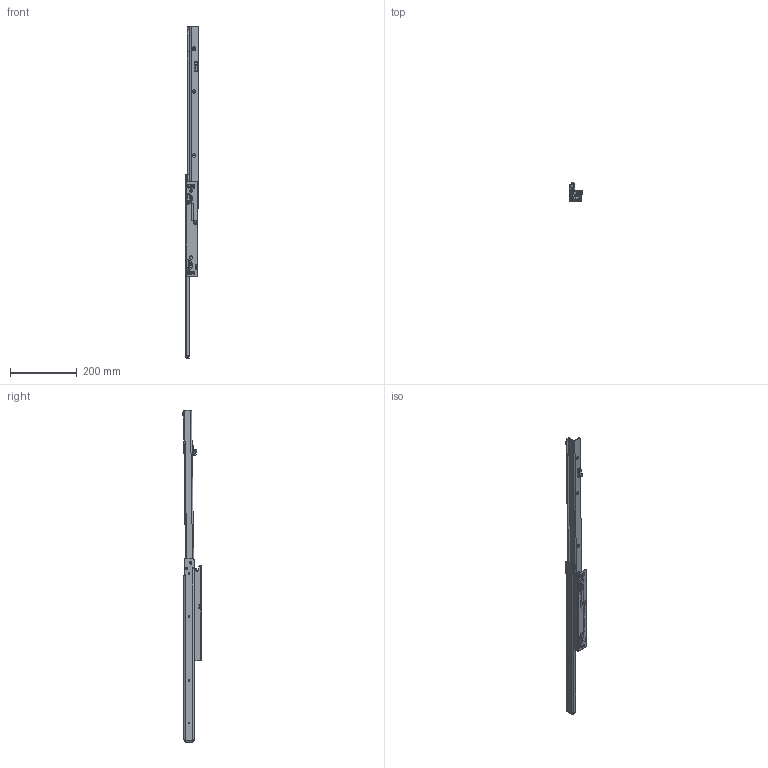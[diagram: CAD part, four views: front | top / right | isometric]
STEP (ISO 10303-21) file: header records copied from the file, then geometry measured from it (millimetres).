
FILE_DESCRIPTION (( 'STEP AP214' ), '1' );
FILE_NAME ('206.550-GA.L529_open.STEP', '2023-04-25T09:56:19', ( '' ), ( '' ), 'SwSTEP 2.0', 'SolidWorks 2020', '' );
FILE_SCHEMA (( 'AUTOMOTIVE_DESIGN' ));
Length unit declared in the file: millimetre
Products named in the file (36): 206.XXX-01.A014_550mm; FUL-063 Kugellager; SM-022 Aufkleber; DZ-031 Bremsmanschette; DZ-031 Lippendichtung; SE-008_kunststoff; 206.550-GA.L529_open; B01-148_vernietet SE-054; N61-220 einfach_vorgespannt ( 64,5mm ge”ffnet ); SE-055; kugel_›   3,175000    (1.8"); FUL-063 Laufring; SM-022_ge”ffnet; 875.01-142; DZ-031 Zylinder; DZ-031_70,5mm von 0-Stellung ausgezogen => eingebaut in der SM; AG-041; U41-003; SE-044tpe; 206.XXX-03.S180_550mm; DZ-031 Kolben montiert_Lippendichtung w„hrend der Ausziehbewegung; DZ-031 Kolbenhinterteil; DZ-031 ø3 kolbenstange; SE-044_standard; FUL-063 Außenring; B01-011_vernietet Senkkopf Mat. 3mm; 206.XXX-03.L529.li_NL 550 Var. 2; DZ-031 Kolbenvorterteil; KR-164; FUL-063_U41-003+B01-011; 206.XXX-01.L529.li_NL 550 Var. 2 ausgefahren; N61-220_vorgespannt ( 64,5mm ge”ffnet ); SE-043; FUL-063 Innenring; SE-044; FUL-063 Käfig
Assembly tree (42 placements, depth 6):
  206.550-GA.L529_open
    206.XXX-01.L529.li_NL 550 Var. 2 ausgefahren
      206.XXX-01.A014_550mm
      FUL-063_U41-003+B01-011
        FUL-063 Kugellager
          FUL-063 Innenring
          FUL-063 Außenring
          FUL-063 Käfig
          kugel_›   3,175000    (1.8")  x7
        FUL-063 Laufring
        B01-011_vernietet Senkkopf Mat. 3mm
        U41-003
      AG-041
      SM-022_ge”ffnet
        SE-043
        DZ-031_70,5mm von 0-Stellung ausgezogen => eingebaut in der SM
          DZ-031 Zylinder
          DZ-031 Kolben montiert_Lippendichtung w„hrend der Ausziehbewegung
            DZ-031 Kolbenvorterteil
            DZ-031 ø3 kolbenstange
            DZ-031 Kolbenhinterteil
            DZ-031 Bremsmanschette
            DZ-031 Lippendichtung
          SE-008_kunststoff
        N61-220_vorgespannt ( 64,5mm ge”ffnet )
          KR-164
          N61-220 einfach_vorgespannt ( 64,5mm ge”ffnet )
        SE-044
          SE-044_standard
          SE-044tpe
        SM-022 Aufkleber
      875.01-142
    206.XXX-03.L529.li_NL 550 Var. 2
      206.XXX-03.S180_550mm
      FUL-063_U41-003+B01-011
        FUL-063 Kugellager
          FUL-063 Innenring
          FUL-063 Außenring
          FUL-063 Käfig
          kugel_›   3,175000    (1.8")  x7
        FUL-063 Laufring
        B01-011_vernietet Senkkopf Mat. 3mm
        U41-003
      B01-148_vernietet SE-054
      SE-055
Bounding box: 38.5 x 54.75 x 994.66 mm (x, y, z)
Volume: 243063.7 mm3; surface area: 225490.5 mm2
Topology: 46 solids, 46 shells, 3959 faces, 10064 edges, 6197 vertices
Faces by surface type: plane 1448, cylinder 1306, bspline 353, torus 352, sphere 268, cone 232
Entity records: 133454 total; most frequent: CARTESIAN_POINT 43769, ORIENTED_EDGE 18556, DIRECTION 17970, EDGE_CURVE 9278, AXIS2_PLACEMENT_3D 6585, VERTEX_POINT 5753, VECTOR 4800, LINE 4800
